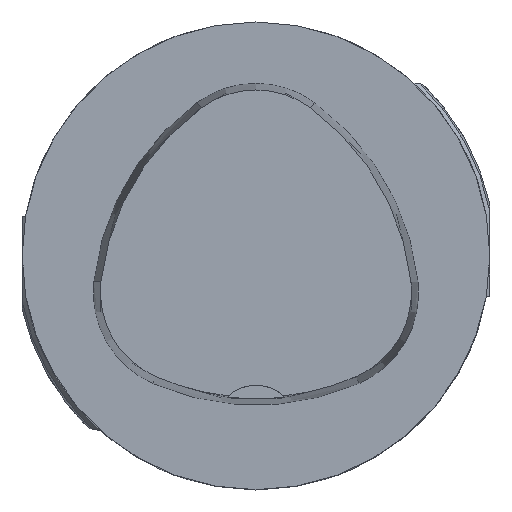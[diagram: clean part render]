
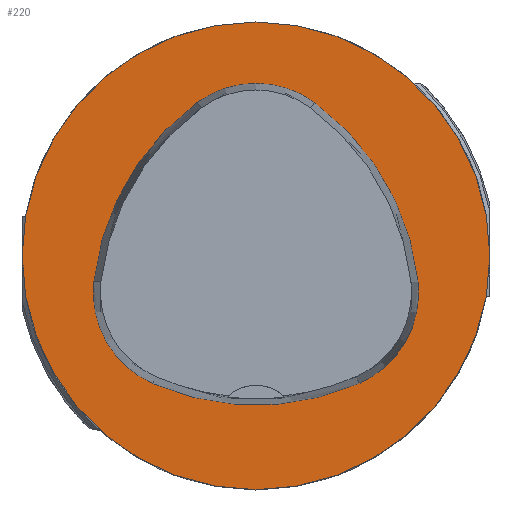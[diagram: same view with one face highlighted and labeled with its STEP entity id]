
A CAD part, top view. The second image highlights one B-rep face of the part: STEP entity #220.
In plain terms, the highlighted planar face has unit normal (0, 0, 1).
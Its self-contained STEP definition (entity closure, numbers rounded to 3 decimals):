
#73=CIRCLE('',#1445,40.);
#74=CIRCLE('',#1451,44.);
#76=CIRCLE('',#1454,17.);
#78=CIRCLE('',#1457,44.);
#80=CIRCLE('',#1460,17.);
#84=CIRCLE('',#1465,44.);
#86=CIRCLE('',#1468,17.);
#220=ADVANCED_FACE('',(#301,#302),#270,.T.);
#270=PLANE('',#1473);
#301=FACE_BOUND('',#375,.T.);
#302=FACE_BOUND('',#376,.T.);
#375=EDGE_LOOP('',(#964,#965,#966,#967,#968,#969));
#376=EDGE_LOOP('',(#970));
#964=ORIENTED_EDGE('',*,*,#1311,.T.);
#965=ORIENTED_EDGE('',*,*,#1291,.T.);
#966=ORIENTED_EDGE('',*,*,#1295,.T.);
#967=ORIENTED_EDGE('',*,*,#1298,.T.);
#968=ORIENTED_EDGE('',*,*,#1301,.T.);
#969=ORIENTED_EDGE('',*,*,#1309,.T.);
#970=ORIENTED_EDGE('',*,*,#1282,.F.);
#1110=VERTEX_POINT('',#2500);
#1119=VERTEX_POINT('',#2519);
#1120=VERTEX_POINT('',#2520);
#1123=VERTEX_POINT('',#2528);
#1125=VERTEX_POINT('',#2534);
#1127=VERTEX_POINT('',#2540);
#1134=VERTEX_POINT('',#2561);
#1282=EDGE_CURVE('',#1110,#1110,#73,.T.);
#1291=EDGE_CURVE('',#1119,#1120,#74,.T.);
#1295=EDGE_CURVE('',#1120,#1123,#76,.T.);
#1298=EDGE_CURVE('',#1123,#1125,#78,.T.);
#1301=EDGE_CURVE('',#1125,#1127,#80,.T.);
#1309=EDGE_CURVE('',#1127,#1134,#84,.T.);
#1311=EDGE_CURVE('',#1134,#1119,#86,.T.);
#1445=AXIS2_PLACEMENT_3D('',#2499,#1701,#1702);
#1451=AXIS2_PLACEMENT_3D('',#2518,#1717,#1718);
#1454=AXIS2_PLACEMENT_3D('',#2527,#1725,#1726);
#1457=AXIS2_PLACEMENT_3D('',#2533,#1732,#1733);
#1460=AXIS2_PLACEMENT_3D('',#2539,#1739,#1740);
#1465=AXIS2_PLACEMENT_3D('',#2562,#1751,#1752);
#1468=AXIS2_PLACEMENT_3D('',#2565,#1757,#1758);
#1473=AXIS2_PLACEMENT_3D('',#2570,#1767,#1768);
#1701=DIRECTION('',(0.,0.,-1.));
#1702=DIRECTION('',(-1.,0.,0.));
#1717=DIRECTION('',(0.,0.,-1.));
#1718=DIRECTION('',(-1.,0.,0.));
#1725=DIRECTION('',(0.,0.,-1.));
#1726=DIRECTION('',(-1.,0.,0.));
#1732=DIRECTION('',(0.,0.,-1.));
#1733=DIRECTION('',(-1.,0.,0.));
#1739=DIRECTION('',(0.,0.,-1.));
#1740=DIRECTION('',(-1.,0.,0.));
#1751=DIRECTION('',(0.,0.,-1.));
#1752=DIRECTION('',(-1.,0.,0.));
#1757=DIRECTION('',(0.,0.,-1.));
#1758=DIRECTION('',(-1.,0.,0.));
#1767=DIRECTION('',(0.,0.,1.));
#1768=DIRECTION('',(1.,0.,0.));
#2499=CARTESIAN_POINT('',(0.,0.,0.));
#2500=CARTESIAN_POINT('',(-40.,0.,0.));
#2518=CARTESIAN_POINT('',(16.01,-9.224,0.));
#2519=CARTESIAN_POINT('',(-27.722,-4.378,0.));
#2520=CARTESIAN_POINT('',(-10.119,26.178,0.));
#2527=CARTESIAN_POINT('',(-0.023,12.5,0.));
#2528=CARTESIAN_POINT('',(10.049,26.194,0.));
#2533=CARTESIAN_POINT('',(-16.021,-9.25,0.));
#2534=CARTESIAN_POINT('',(27.71,-4.394,0.));
#2539=CARTESIAN_POINT('',(10.814,-6.27,0.));
#2540=CARTESIAN_POINT('',(17.611,-21.852,0.));
#2561=CARTESIAN_POINT('',(-17.652,-21.819,0.));
#2562=CARTESIAN_POINT('',(0.017,18.477,0.));
#2565=CARTESIAN_POINT('',(-10.825,-6.25,0.));
#2570=CARTESIAN_POINT('',(0.,0.,0.));
